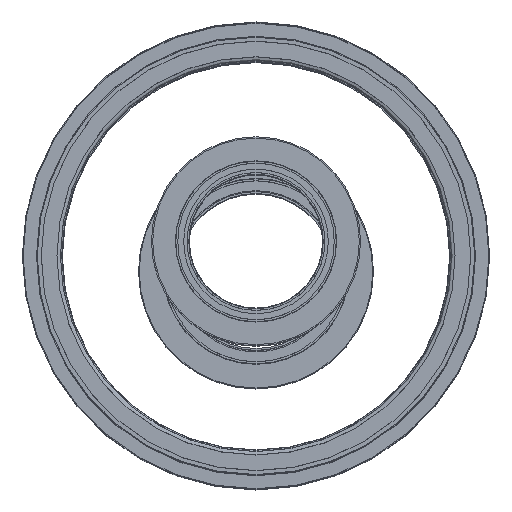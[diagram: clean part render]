
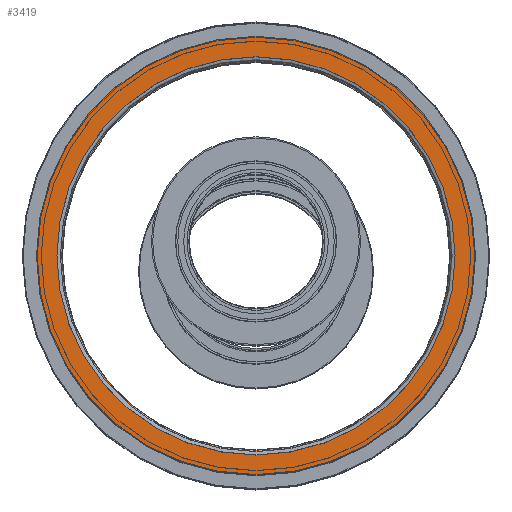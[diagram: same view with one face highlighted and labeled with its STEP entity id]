
A CAD part, top view. The second image highlights one B-rep face of the part: STEP entity #3419.
In plain terms, the highlighted planar face has unit normal (0, 0, 1).
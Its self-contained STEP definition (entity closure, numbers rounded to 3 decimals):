
#3335 = EDGE_CURVE('',#3336,#3336,#3338,.T.);
#3336 = VERTEX_POINT('',#3337);
#3337 = CARTESIAN_POINT('',(170.,0.,88.5));
#3338 = SURFACE_CURVE('',#3339,(#3344,#3356),.PCURVE_S1.);
#3339 = CIRCLE('',#3340,170.);
#3340 = AXIS2_PLACEMENT_3D('',#3341,#3342,#3343);
#3341 = CARTESIAN_POINT('',(0.,0.,88.5));
#3342 = DIRECTION('',(0.,0.,1.));
#3343 = DIRECTION('',(1.,0.,0.));
#3344 = PCURVE('',#3345,#3350);
#3345 = CYLINDRICAL_SURFACE('',#3346,170.);
#3346 = AXIS2_PLACEMENT_3D('',#3347,#3348,#3349);
#3347 = CARTESIAN_POINT('',(0.,0.,-88.5));
#3348 = DIRECTION('',(0.,0.,1.));
#3349 = DIRECTION('',(1.,0.,0.));
#3350 = DEFINITIONAL_REPRESENTATION('',(#3351),#3355);
#3351 = LINE('',#3352,#3353);
#3352 = CARTESIAN_POINT('',(0.,177.));
#3353 = VECTOR('',#3354,1.);
#3354 = DIRECTION('',(1.,0.));
#3355 = ( GEOMETRIC_REPRESENTATION_CONTEXT(2) 
PARAMETRIC_REPRESENTATION_CONTEXT() REPRESENTATION_CONTEXT('2D SPACE',''
  ) );
#3356 = PCURVE('',#3357,#3362);
#3357 = PLANE('',#3358);
#3358 = AXIS2_PLACEMENT_3D('',#3359,#3360,#3361);
#3359 = CARTESIAN_POINT('',(0.,0.,88.5));
#3360 = DIRECTION('',(0.,0.,1.));
#3361 = DIRECTION('',(1.,0.,0.));
#3362 = DEFINITIONAL_REPRESENTATION('',(#3363),#3367);
#3363 = CIRCLE('',#3364,170.);
#3364 = AXIS2_PLACEMENT_2D('',#3365,#3366);
#3365 = CARTESIAN_POINT('',(0.,0.));
#3366 = DIRECTION('',(1.,0.));
#3367 = ( GEOMETRIC_REPRESENTATION_CONTEXT(2) 
PARAMETRIC_REPRESENTATION_CONTEXT() REPRESENTATION_CONTEXT('2D SPACE',''
  ) );
#3419 = ADVANCED_FACE('',(#3420,#3423),#3357,.T.);
#3420 = FACE_BOUND('',#3421,.T.);
#3421 = EDGE_LOOP('',(#3422));
#3422 = ORIENTED_EDGE('',*,*,#3335,.T.);
#3423 = FACE_BOUND('',#3424,.T.);
#3424 = EDGE_LOOP('',(#3425));
#3425 = ORIENTED_EDGE('',*,*,#3426,.F.);
#3426 = EDGE_CURVE('',#3427,#3427,#3429,.T.);
#3427 = VERTEX_POINT('',#3428);
#3428 = CARTESIAN_POINT('',(150.5,0.,
    88.5));
#3429 = SURFACE_CURVE('',#3430,(#3435,#3442),.PCURVE_S1.);
#3430 = CIRCLE('',#3431,150.5);
#3431 = AXIS2_PLACEMENT_3D('',#3432,#3433,#3434);
#3432 = CARTESIAN_POINT('',(0.,0.,88.5));
#3433 = DIRECTION('',(0.,0.,1.));
#3434 = DIRECTION('',(1.,0.,0.));
#3435 = PCURVE('',#3357,#3436);
#3436 = DEFINITIONAL_REPRESENTATION('',(#3437),#3441);
#3437 = CIRCLE('',#3438,150.5);
#3438 = AXIS2_PLACEMENT_2D('',#3439,#3440);
#3439 = CARTESIAN_POINT('',(0.,0.));
#3440 = DIRECTION('',(1.,0.));
#3441 = ( GEOMETRIC_REPRESENTATION_CONTEXT(2) 
PARAMETRIC_REPRESENTATION_CONTEXT() REPRESENTATION_CONTEXT('2D SPACE',''
  ) );
#3442 = PCURVE('',#3443,#3448);
#3443 = CYLINDRICAL_SURFACE('',#3444,150.5);
#3444 = AXIS2_PLACEMENT_3D('',#3445,#3446,#3447);
#3445 = CARTESIAN_POINT('',(0.,0.,-88.5));
#3446 = DIRECTION('',(0.,0.,1.));
#3447 = DIRECTION('',(1.,0.,0.));
#3448 = DEFINITIONAL_REPRESENTATION('',(#3449),#3453);
#3449 = LINE('',#3450,#3451);
#3450 = CARTESIAN_POINT('',(0.,177.));
#3451 = VECTOR('',#3452,1.);
#3452 = DIRECTION('',(1.,0.));
#3453 = ( GEOMETRIC_REPRESENTATION_CONTEXT(2) 
PARAMETRIC_REPRESENTATION_CONTEXT() REPRESENTATION_CONTEXT('2D SPACE',''
  ) );
